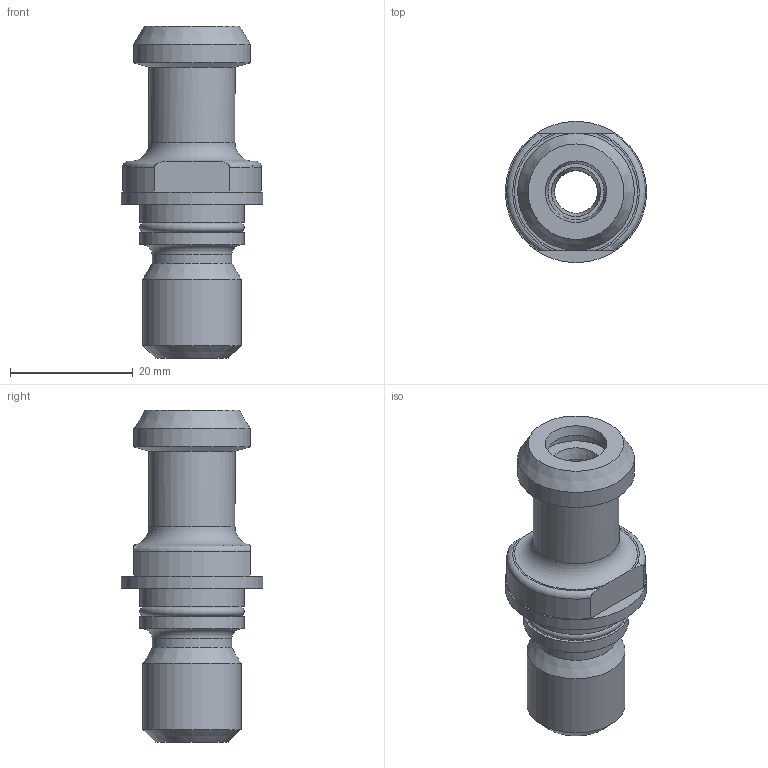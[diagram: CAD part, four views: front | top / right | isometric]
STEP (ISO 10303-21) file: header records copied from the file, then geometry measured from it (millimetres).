
FILE_DESCRIPTION((''),'1');
FILE_NAME('40PMGH11.stp','2021-02-22T00:56:56',(''),(''),'Spatial Interop R21 SP3','Kubotek KeyCreator 2011 V10.0.2 (22737)',' ');
FILE_SCHEMA(('automotive_design'));
Length unit declared in the file: millimetre
Products named in the file (1): Unnamed[1]
Bounding box: 23 x 23 x 54 mm (x, y, z)
Volume: 9345.7 mm3; surface area: 5053.8 mm2
Topology: 1 solids, 1 shells, 35 faces, 70 edges, 44 vertices
Faces by surface type: plane 13, cylinder 11, cone 6, torus 5
Full cylindrical faces by diameter (mm): 7 x1, 12 x1, 13 x1, 14 x1, 16 x1, 17 x2, 19 x1, 23 x1
Entity records: 1608 total; most frequent: CARTESIAN_POINT 240, DIRECTION 150, PRESENTATION_STYLE_ASSIGNMENT 122, COLOUR_RGB 122, ORIENTED_EDGE 100, STYLED_ITEM 86, CURVE_STYLE 86, DRAUGHTING_PRE_DEFINED_CURVE_FONT 86
